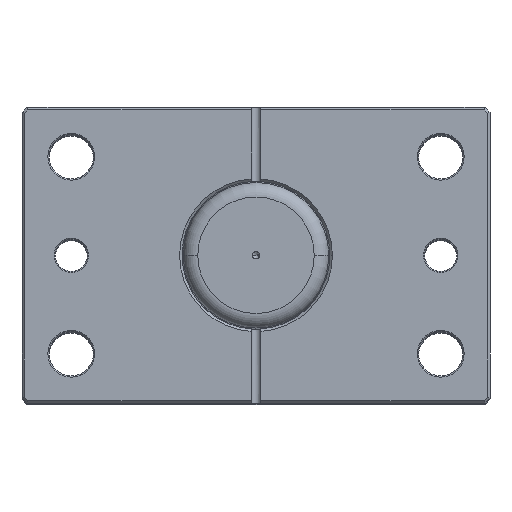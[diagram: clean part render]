
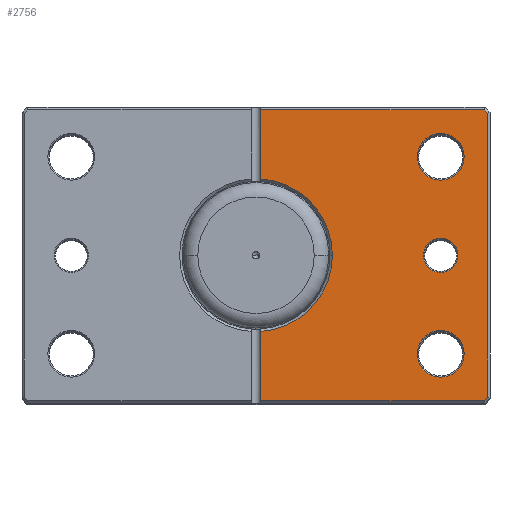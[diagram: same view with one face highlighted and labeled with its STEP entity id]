
A CAD part, top view. The second image highlights one B-rep face of the part: STEP entity #2756.
In plain terms, the highlighted face is planar.
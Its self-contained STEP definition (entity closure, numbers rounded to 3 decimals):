
#24 = VERTEX_POINT ( 'NONE', #5710 ) ;
#31 = AXIS2_PLACEMENT_3D ( 'NONE', #4620, #5189, #1807 ) ;
#95 = EDGE_LOOP ( 'NONE', ( #7169, #6905, #2534, #4028, #5169, #867, #2713, #5571, #385 ) ) ;
#129 = ORIENTED_EDGE ( 'NONE', *, *, #3859, .T. ) ;
#139 = VECTOR ( 'NONE', #6882, 1000. ) ;
#192 = CIRCLE ( 'NONE', #2257, 7. ) ;
#279 = CARTESIAN_POINT ( 'NONE',  ( -84.5, -40., 0. ) ) ;
#341 = CARTESIAN_POINT ( 'NONE',  ( 0., -59., 0. ) ) ;
#385 = ORIENTED_EDGE ( 'NONE', *, *, #5672, .T. ) ;
#404 = CARTESIAN_POINT ( 'NONE',  ( -94., 57.586, 0. ) ) ;
#427 = AXIS2_PLACEMENT_3D ( 'NONE', #5209, #5289, #5341 ) ;
#475 = VECTOR ( 'NONE', #2492, 1000. ) ;
#501 = EDGE_CURVE ( 'NONE', #6799, #2863, #4964, .T. ) ;
#527 = AXIS2_PLACEMENT_3D ( 'NONE', #3969, #597, #4519 ) ;
#548 = EDGE_CURVE ( 'NONE', #5393, #6588, #3121, .T. ) ;
#597 = DIRECTION ( 'NONE',  ( 0., 0., 1. ) ) ;
#611 = EDGE_CURVE ( 'NONE', #2863, #5393, #4266, .T. ) ;
#613 = DIRECTION ( 'NONE',  ( 0., 0., 1. ) ) ;
#620 = EDGE_CURVE ( 'NONE', #3442, #2919, #6866, .T. ) ;
#644 = CARTESIAN_POINT ( 'NONE',  ( 0., 59., 0. ) ) ;
#685 = LINE ( 'NONE', #341, #6286 ) ;
#726 = EDGE_LOOP ( 'NONE', ( #129, #7171 ) ) ;
#732 = CARTESIAN_POINT ( 'NONE',  ( -2., -59., 0. ) ) ;
#784 = AXIS2_PLACEMENT_3D ( 'NONE', #4934, #1563, #5511 ) ;
#815 = VERTEX_POINT ( 'NONE', #3817 ) ;
#867 = ORIENTED_EDGE ( 'NONE', *, *, #501, .T. ) ;
#1205 = DIRECTION ( 'NONE',  ( 1., 0., 0. ) ) ;
#1253 = PLANE ( 'NONE',  #31 ) ;
#1398 = CARTESIAN_POINT ( 'NONE',  ( -94., 0., 0. ) ) ;
#1400 = FACE_BOUND ( 'NONE', #726, .T. ) ;
#1402 = CARTESIAN_POINT ( 'NONE',  ( -68., 0., 0. ) ) ;
#1529 = DIRECTION ( 'NONE',  ( 0., 0., 1. ) ) ;
#1536 = VERTEX_POINT ( 'NONE', #5026 ) ;
#1563 = DIRECTION ( 'NONE',  ( 0., 0., 1. ) ) ;
#1599 = ORIENTED_EDGE ( 'NONE', *, *, #6160, .T. ) ;
#1654 = CARTESIAN_POINT ( 'NONE',  ( -75., 0., 0. ) ) ;
#1681 = EDGE_CURVE ( 'NONE', #1848, #1536, #4261, .T. ) ;
#1713 = EDGE_CURVE ( 'NONE', #2940, #2914, #5222, .T. ) ;
#1771 = ORIENTED_EDGE ( 'NONE', *, *, #3099, .T. ) ;
#1778 = ORIENTED_EDGE ( 'NONE', *, *, #620, .T. ) ;
#1807 = DIRECTION ( 'NONE',  ( 1., 0., 0. ) ) ;
#1848 = VERTEX_POINT ( 'NONE', #4576 ) ;
#1856 = DIRECTION ( 'NONE',  ( -0.707, 0.707, 0. ) ) ;
#1920 = CARTESIAN_POINT ( 'NONE',  ( -2., 60., 0. ) ) ;
#2025 = EDGE_CURVE ( 'NONE', #24, #3292, #3830, .T. ) ;
#2136 = ORIENTED_EDGE ( 'NONE', *, *, #1713, .T. ) ;
#2227 = DIRECTION ( 'NONE',  ( 1., 0., 0. ) ) ;
#2257 = AXIS2_PLACEMENT_3D ( 'NONE', #1654, #5608, #2227 ) ;
#2270 = CIRCLE ( 'NONE', #784, 9.5 ) ;
#2294 = CARTESIAN_POINT ( 'NONE',  ( -31., 0., 0. ) ) ;
#2414 = EDGE_LOOP ( 'NONE', ( #1771, #1778 ) ) ;
#2419 = DIRECTION ( 'NONE',  ( 0., -1., 0. ) ) ;
#2474 = DIRECTION ( 'NONE',  ( 0., 1., 0. ) ) ;
#2492 = DIRECTION ( 'NONE',  ( 0., -1., 0. ) ) ;
#2497 = CARTESIAN_POINT ( 'NONE',  ( -2., 60., 0. ) ) ;
#2534 = ORIENTED_EDGE ( 'NONE', *, *, #4948, .T. ) ;
#2713 = ORIENTED_EDGE ( 'NONE', *, *, #611, .T. ) ;
#2756 = ADVANCED_FACE ( 'NONE', ( #4224, #6394, #1400, #3080 ), #1253, .F. ) ;
#2863 = VERTEX_POINT ( 'NONE', #6909 ) ;
#2900 = DIRECTION ( 'NONE',  ( 0., 0., 1. ) ) ;
#2914 = VERTEX_POINT ( 'NONE', #1402 ) ;
#2919 = VERTEX_POINT ( 'NONE', #279 ) ;
#2940 = VERTEX_POINT ( 'NONE', #6473 ) ;
#2998 = AXIS2_PLACEMENT_3D ( 'NONE', #4900, #1529, #5476 ) ;
#3080 = FACE_OUTER_BOUND ( 'NONE', #95, .T. ) ;
#3099 = EDGE_CURVE ( 'NONE', #2919, #3442, #2270, .T. ) ;
#3121 = LINE ( 'NONE', #6250, #139 ) ;
#3292 = VERTEX_POINT ( 'NONE', #732 ) ;
#3442 = VERTEX_POINT ( 'NONE', #5061 ) ;
#3486 = VECTOR ( 'NONE', #1856, 1000. ) ;
#3801 = EDGE_CURVE ( 'NONE', #3292, #6799, #685, .T. ) ;
#3817 = CARTESIAN_POINT ( 'NONE',  ( -65.5, 40., 0. ) ) ;
#3830 = LINE ( 'NONE', #1920, #475 ) ;
#3859 = EDGE_CURVE ( 'NONE', #3988, #815, #6128, .T. ) ;
#3951 = CIRCLE ( 'NONE', #3954, 31. ) ;
#3954 = AXIS2_PLACEMENT_3D ( 'NONE', #3980, #613, #4533 ) ;
#3969 = CARTESIAN_POINT ( 'NONE',  ( 0., 0., 0. ) ) ;
#3980 = CARTESIAN_POINT ( 'NONE',  ( 0., 0., 0. ) ) ;
#3988 = VERTEX_POINT ( 'NONE', #4604 ) ;
#4028 = ORIENTED_EDGE ( 'NONE', *, *, #2025, .T. ) ;
#4203 = VECTOR ( 'NONE', #1205, 1000. ) ;
#4224 = FACE_BOUND ( 'NONE', #6004, .T. ) ;
#4261 = LINE ( 'NONE', #2497, #6861 ) ;
#4266 = LINE ( 'NONE', #1398, #5938 ) ;
#4278 = DIRECTION ( 'NONE',  ( -1., 0., 0. ) ) ;
#4519 = DIRECTION ( 'NONE',  ( 1., 0., 0. ) ) ;
#4533 = DIRECTION ( 'NONE',  ( 1., 0., 0. ) ) ;
#4576 = CARTESIAN_POINT ( 'NONE',  ( -2., 59., 0. ) ) ;
#4604 = CARTESIAN_POINT ( 'NONE',  ( -84.5, 40., 0. ) ) ;
#4620 = CARTESIAN_POINT ( 'NONE',  ( 0., 0., 0. ) ) ;
#4795 = DIRECTION ( 'NONE',  ( 0., 0., 1. ) ) ;
#4900 = CARTESIAN_POINT ( 'NONE',  ( -75., 40., 0. ) ) ;
#4904 = CARTESIAN_POINT ( 'NONE',  ( -75., 0., 0. ) ) ;
#4934 = CARTESIAN_POINT ( 'NONE',  ( -75., -40., 0. ) ) ;
#4948 = EDGE_CURVE ( 'NONE', #6731, #24, #3951, .T. ) ;
#4964 = LINE ( 'NONE', #5272, #3486 ) ;
#4995 = EDGE_CURVE ( 'NONE', #815, #3988, #5441, .T. ) ;
#5026 = CARTESIAN_POINT ( 'NONE',  ( -2., 30.935, 0. ) ) ;
#5061 = CARTESIAN_POINT ( 'NONE',  ( -65.5, -40., 0. ) ) ;
#5169 = ORIENTED_EDGE ( 'NONE', *, *, #3801, .T. ) ;
#5189 = DIRECTION ( 'NONE',  ( 0., 0., 1. ) ) ;
#5209 = CARTESIAN_POINT ( 'NONE',  ( -75., -40., 0. ) ) ;
#5222 = CIRCLE ( 'NONE', #5995, 7. ) ;
#5272 = CARTESIAN_POINT ( 'NONE',  ( -75.793, -75.793, 0. ) ) ;
#5289 = DIRECTION ( 'NONE',  ( 0., 0., 1. ) ) ;
#5341 = DIRECTION ( 'NONE',  ( 1., 0., 0. ) ) ;
#5386 = DIRECTION ( 'NONE',  ( 1., 0., 0. ) ) ;
#5393 = VERTEX_POINT ( 'NONE', #404 ) ;
#5441 = CIRCLE ( 'NONE', #5837, 9.5 ) ;
#5476 = DIRECTION ( 'NONE',  ( 1., 0., 0. ) ) ;
#5511 = DIRECTION ( 'NONE',  ( 1., 0., 0. ) ) ;
#5571 = ORIENTED_EDGE ( 'NONE', *, *, #548, .T. ) ;
#5608 = DIRECTION ( 'NONE',  ( 0., 0., 1. ) ) ;
#5617 = EDGE_CURVE ( 'NONE', #1536, #6731, #6039, .T. ) ;
#5672 = EDGE_CURVE ( 'NONE', #6588, #1848, #5874, .T. ) ;
#5710 = CARTESIAN_POINT ( 'NONE',  ( -2., -30.935, 0. ) ) ;
#5792 = CARTESIAN_POINT ( 'NONE',  ( -92.586, -59., 0. ) ) ;
#5837 = AXIS2_PLACEMENT_3D ( 'NONE', #6236, #2900, #6795 ) ;
#5874 = LINE ( 'NONE', #644, #4203 ) ;
#5938 = VECTOR ( 'NONE', #2474, 1000. ) ;
#5995 = AXIS2_PLACEMENT_3D ( 'NONE', #4904, #4795, #5386 ) ;
#6004 = EDGE_LOOP ( 'NONE', ( #2136, #1599 ) ) ;
#6039 = CIRCLE ( 'NONE', #527, 31. ) ;
#6128 = CIRCLE ( 'NONE', #2998, 9.5 ) ;
#6160 = EDGE_CURVE ( 'NONE', #2914, #2940, #192, .T. ) ;
#6236 = CARTESIAN_POINT ( 'NONE',  ( -75., 40., 0. ) ) ;
#6250 = CARTESIAN_POINT ( 'NONE',  ( -75.793, 75.793, 0. ) ) ;
#6286 = VECTOR ( 'NONE', #4278, 1000. ) ;
#6394 = FACE_BOUND ( 'NONE', #2414, .T. ) ;
#6473 = CARTESIAN_POINT ( 'NONE',  ( -82., 0., 0. ) ) ;
#6585 = CARTESIAN_POINT ( 'NONE',  ( -92.586, 59., 0. ) ) ;
#6588 = VERTEX_POINT ( 'NONE', #6585 ) ;
#6731 = VERTEX_POINT ( 'NONE', #2294 ) ;
#6795 = DIRECTION ( 'NONE',  ( 1., 0., 0. ) ) ;
#6799 = VERTEX_POINT ( 'NONE', #5792 ) ;
#6861 = VECTOR ( 'NONE', #2419, 1000. ) ;
#6866 = CIRCLE ( 'NONE', #427, 9.5 ) ;
#6882 = DIRECTION ( 'NONE',  ( 0.707, 0.707, 0. ) ) ;
#6905 = ORIENTED_EDGE ( 'NONE', *, *, #5617, .T. ) ;
#6909 = CARTESIAN_POINT ( 'NONE',  ( -94., -57.586, 0. ) ) ;
#7169 = ORIENTED_EDGE ( 'NONE', *, *, #1681, .T. ) ;
#7171 = ORIENTED_EDGE ( 'NONE', *, *, #4995, .T. ) ;
